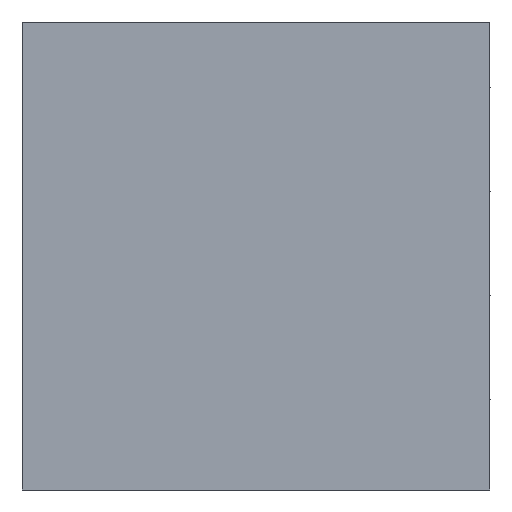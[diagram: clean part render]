
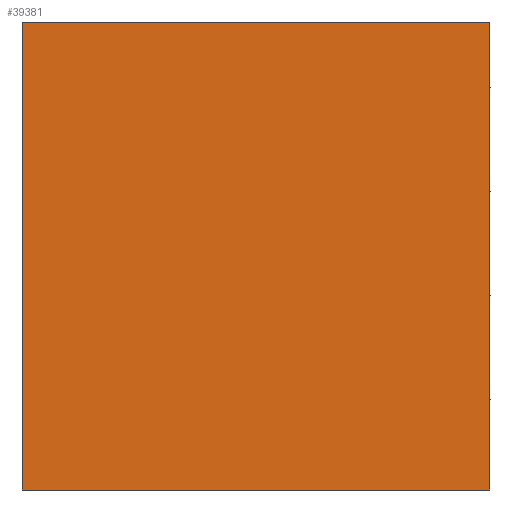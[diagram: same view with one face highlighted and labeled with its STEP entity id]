
A CAD part, front view. The second image highlights one B-rep face of the part: STEP entity #39381.
In plain terms, the highlighted free-form (B-spline) face has degree [1, 1] with [2, 2] control points.
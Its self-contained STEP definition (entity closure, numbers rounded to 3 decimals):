
#39153 = EDGE_CURVE('',#39154,#39156,#39158,.T.);
#39154 = VERTEX_POINT('',#39155);
#39155 = CARTESIAN_POINT('',(64.198,57.065,
    -64.198));
#39156 = VERTEX_POINT('',#39157);
#39157 = CARTESIAN_POINT('',(64.198,57.065,
    64.198));
#39158 = B_SPLINE_CURVE_WITH_KNOTS('',1,(#39159,#39160),.UNSPECIFIED.,
  .F.,.F.,(2,2),(0.,90.),.PIECEWISE_BEZIER_KNOTS.);
#39159 = CARTESIAN_POINT('',(64.198,57.065,
    -64.198));
#39160 = CARTESIAN_POINT('',(64.198,57.065,
    64.198));
#39217 = EDGE_CURVE('',#39154,#39218,#39220,.T.);
#39218 = VERTEX_POINT('',#39219);
#39219 = CARTESIAN_POINT('',(-64.198,57.065,
    -64.198));
#39220 = B_SPLINE_CURVE_WITH_KNOTS('',1,(#39221,#39222),.UNSPECIFIED.,
  .F.,.F.,(2,2),(-90.,-0.),.PIECEWISE_BEZIER_KNOTS.);
#39221 = CARTESIAN_POINT('',(64.198,57.065,
    -64.198));
#39222 = CARTESIAN_POINT('',(-64.198,57.065,
    -64.198));
#39275 = EDGE_CURVE('',#39218,#39276,#39278,.T.);
#39276 = VERTEX_POINT('',#39277);
#39277 = CARTESIAN_POINT('',(-64.198,57.065,
    64.198));
#39278 = B_SPLINE_CURVE_WITH_KNOTS('',1,(#39279,#39280),.UNSPECIFIED.,
  .F.,.F.,(2,2),(0.,90.),.PIECEWISE_BEZIER_KNOTS.);
#39279 = CARTESIAN_POINT('',(-64.198,57.065,
    -64.198));
#39280 = CARTESIAN_POINT('',(-64.198,57.065,
    64.198));
#39333 = EDGE_CURVE('',#39156,#39276,#39334,.T.);
#39334 = B_SPLINE_CURVE_WITH_KNOTS('',1,(#39335,#39336),.UNSPECIFIED.,
  .F.,.F.,(2,2),(-90.,-0.),.PIECEWISE_BEZIER_KNOTS.);
#39335 = CARTESIAN_POINT('',(64.198,57.065,
    64.198));
#39336 = CARTESIAN_POINT('',(-64.198,57.065,
    64.198));
#39381 = ADVANCED_FACE('',(#39382),#39388,.F.);
#39382 = FACE_BOUND('',#39383,.T.);
#39383 = EDGE_LOOP('',(#39384,#39385,#39386,#39387));
#39384 = ORIENTED_EDGE('',*,*,#39333,.T.);
#39385 = ORIENTED_EDGE('',*,*,#39275,.F.);
#39386 = ORIENTED_EDGE('',*,*,#39217,.F.);
#39387 = ORIENTED_EDGE('',*,*,#39153,.T.);
#39388 = B_SPLINE_SURFACE_WITH_KNOTS('',1,1,(
    (#39389,#39390)
    ,(#39391,#39392
    )),.UNSPECIFIED.,.F.,.F.,.F.,(2,2),(2,2),(0.,90.),(0.,90.),
  .PIECEWISE_BEZIER_KNOTS.);
#39389 = CARTESIAN_POINT('',(-64.198,57.065,
    -64.198));
#39390 = CARTESIAN_POINT('',(64.198,57.065,
    -64.198));
#39391 = CARTESIAN_POINT('',(-64.198,57.065,
    64.198));
#39392 = CARTESIAN_POINT('',(64.198,57.065,
    64.198));
